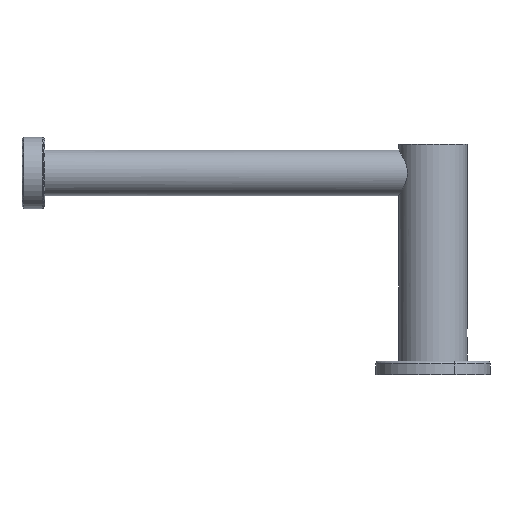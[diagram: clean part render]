
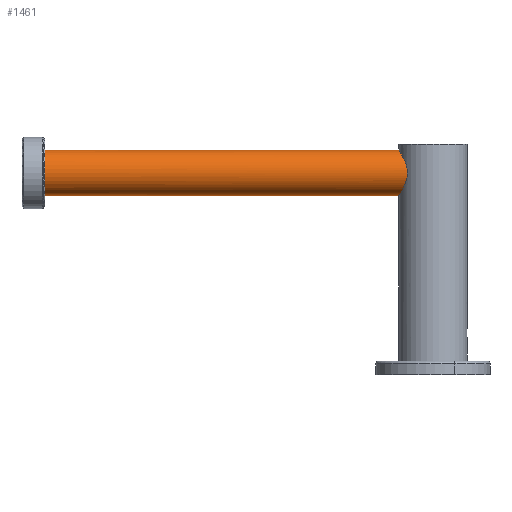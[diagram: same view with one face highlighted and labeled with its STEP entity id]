
A CAD part, left-side view. The second image highlights one B-rep face of the part: STEP entity #1461.
In plain terms, the highlighted cylindrical face has radius 8 mm (diameter 16 mm), a partial arc.
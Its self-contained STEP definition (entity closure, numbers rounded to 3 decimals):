
#44 = CARTESIAN_POINT ( 'NONE',  ( -7.566, 9.318, 68.649 ) ) ;
#50 = CARTESIAN_POINT ( 'NONE',  ( -3.374, 11.519, 58.742 ) ) ;
#55 = FACE_OUTER_BOUND ( 'NONE', #1221, .T. ) ;
#61 = CARTESIAN_POINT ( 'NONE',  ( -5.852, 10.479, 60.539 ) ) ;
#71 = CARTESIAN_POINT ( 'NONE',  ( -6.78, 9.903, 61.746 ) ) ;
#84 = VERTEX_POINT ( 'NONE', #734 ) ;
#149 = CARTESIAN_POINT ( 'NONE',  ( 0., 12., 74. ) ) ;
#162 = CARTESIAN_POINT ( 'NONE',  ( -4.069, 11.299, 72.907 ) ) ;
#172 = ORIENTED_EDGE ( 'NONE', *, *, #230, .F. ) ;
#177 = CARTESIAN_POINT ( 'NONE',  ( -3.613, 11.446, 58.857 ) ) ;
#184 = CARTESIAN_POINT ( 'NONE',  ( -1.083, 11.963, 73.944 ) ) ;
#194 = CARTESIAN_POINT ( 'NONE',  ( 0., 12., 58. ) ) ;
#201 = CARTESIAN_POINT ( 'NONE',  ( 0., 12., 58. ) ) ;
#220 = EDGE_CURVE ( 'NONE', #84, #1450, #616, .T. ) ;
#230 = EDGE_CURVE ( 'NONE', #1319, #686, #410, .T. ) ;
#290 = DIRECTION ( 'NONE',  ( 0., 0., -1. ) ) ;
#295 = CARTESIAN_POINT ( 'NONE',  ( -0.539, 11.991, 58.014 ) ) ;
#304 = CARTESIAN_POINT ( 'NONE',  ( -8., 8.944, 66.278 ) ) ;
#312 = CARTESIAN_POINT ( 'NONE',  ( -6.912, 9.811, 61.964 ) ) ;
#317 = VECTOR ( 'NONE', #983, 1000. ) ;
#327 = CARTESIAN_POINT ( 'NONE',  ( -1.348, 11.927, 58.11 ) ) ;
#339 = LINE ( 'NONE', #1356, #317 ) ;
#357 = ORIENTED_EDGE ( 'NONE', *, *, #398, .T. ) ;
#359 = AXIS2_PLACEMENT_3D ( 'NONE', #1445, #455, #570 ) ;
#366 = EDGE_CURVE ( 'NONE', #84, #1319, #339, .T. ) ;
#398 = EDGE_CURVE ( 'NONE', #1450, #686, #481, .T. ) ;
#410 = B_SPLINE_CURVE_WITH_KNOTS ( 'NONE', 3,
 ( #1452, #926, #184, #440, #1177, #556, #162, #951, #1436, #1074, #679, #673, #1294, #44, #1051, #811, #1574, #918, #304, #790, #449, #425, #1185, #798, #1581, #936, #1202, #312, #71, #1316, #1301, #805, #61, #1559, #1308, #945, #666, #177, #50, #564, #1067, #327, #1169, #295, #1552, #194 ),
 .UNSPECIFIED., .F., .F.,
 ( 4, 2, 2, 2, 2, 2, 2, 2, 2, 2, 2, 2, 2, 2, 2, 2, 2, 2, 2, 2, 2, 2, 4 ),
 ( 0., 0.002, 0.003, 0.005, 0.006, 0.008, 0.01, 0.011, 0.012, 0.013, 0.015, 0.015, 0.016, 0.017, 0.018, 0.019, 0.019, 0.021, 0.022, 0.023, 0.024, 0.025, 0.026 ),
 .UNSPECIFIED. ) ;
#425 = CARTESIAN_POINT ( 'NONE',  ( -7.785, 9.132, 64.138 ) ) ;
#440 = CARTESIAN_POINT ( 'NONE',  ( -2.131, 11.821, 73.73 ) ) ;
#449 = CARTESIAN_POINT ( 'NONE',  ( -7.946, 8.993, 64.929 ) ) ;
#455 = DIRECTION ( 'NONE',  ( 0., -1., 0. ) ) ;
#470 = CARTESIAN_POINT ( 'NONE',  ( 0., 136., 58. ) ) ;
#481 = LINE ( 'NONE', #470, #1390 ) ;
#556 = CARTESIAN_POINT ( 'NONE',  ( -3.613, 11.454, 73.157 ) ) ;
#564 = CARTESIAN_POINT ( 'NONE',  ( -2.647, 11.715, 58.432 ) ) ;
#570 = DIRECTION ( 'NONE',  ( 0., 0., -1. ) ) ;
#616 = CIRCLE ( 'NONE', #359, 8. ) ;
#666 = CARTESIAN_POINT ( 'NONE',  ( -4.07, 11.291, 59.108 ) ) ;
#673 = CARTESIAN_POINT ( 'NONE',  ( -6.92, 9.81, 70.047 ) ) ;
#677 = ORIENTED_EDGE ( 'NONE', *, *, #220, .T. ) ;
#679 = CARTESIAN_POINT ( 'NONE',  ( -6.354, 10.185, 70.887 ) ) ;
#686 = VERTEX_POINT ( 'NONE', #201 ) ;
#734 = CARTESIAN_POINT ( 'NONE',  ( 0., 136., 74. ) ) ;
#790 = CARTESIAN_POINT ( 'NONE',  ( -8., 8.944, 65.464 ) ) ;
#798 = CARTESIAN_POINT ( 'NONE',  ( -7.562, 9.318, 63.376 ) ) ;
#805 = CARTESIAN_POINT ( 'NONE',  ( -6.023, 10.381, 60.729 ) ) ;
#811 = CARTESIAN_POINT ( 'NONE',  ( -7.889, 9.043, 67.356 ) ) ;
#891 = CARTESIAN_POINT ( 'NONE',  ( 0., 136., 66. ) ) ;
#900 = CYLINDRICAL_SURFACE ( 'NONE', #1130, 8. ) ;
#908 = DIRECTION ( 'NONE',  ( 0., -1., 0. ) ) ;
#918 = CARTESIAN_POINT ( 'NONE',  ( -7.985, 8.957, 66.553 ) ) ;
#926 = CARTESIAN_POINT ( 'NONE',  ( -0.547, 12., 74. ) ) ;
#936 = CARTESIAN_POINT ( 'NONE',  ( -7.27, 9.548, 62.651 ) ) ;
#945 = CARTESIAN_POINT ( 'NONE',  ( -4.29, 11.209, 59.242 ) ) ;
#951 = CARTESIAN_POINT ( 'NONE',  ( -4.925, 10.953, 72.326 ) ) ;
#983 = DIRECTION ( 'NONE',  ( 0., -1., 0. ) ) ;
#1051 = CARTESIAN_POINT ( 'NONE',  ( -7.727, 9.182, 68.139 ) ) ;
#1067 = CARTESIAN_POINT ( 'NONE',  ( -2.141, 11.819, 58.273 ) ) ;
#1074 = CARTESIAN_POINT ( 'NONE',  ( -6.028, 10.384, 71.283 ) ) ;
#1130 = AXIS2_PLACEMENT_3D ( 'NONE', #891, #908, #290 ) ;
#1169 = CARTESIAN_POINT ( 'NONE',  ( -1.077, 11.955, 58.068 ) ) ;
#1177 = CARTESIAN_POINT ( 'NONE',  ( -2.648, 11.715, 73.567 ) ) ;
#1185 = CARTESIAN_POINT ( 'NONE',  ( -7.718, 9.189, 63.879 ) ) ;
#1202 = CARTESIAN_POINT ( 'NONE',  ( -7.157, 9.633, 62.416 ) ) ;
#1221 = EDGE_LOOP ( 'NONE', ( #1284, #677, #357, #172 ) ) ;
#1284 = ORIENTED_EDGE ( 'NONE', *, *, #366, .F. ) ;
#1288 = CARTESIAN_POINT ( 'NONE',  ( 0., 136., 58. ) ) ;
#1294 = CARTESIAN_POINT ( 'NONE',  ( -7.162, 9.632, 69.601 ) ) ;
#1301 = CARTESIAN_POINT ( 'NONE',  ( -6.345, 10.187, 61.121 ) ) ;
#1308 = CARTESIAN_POINT ( 'NONE',  ( -4.924, 10.953, 59.674 ) ) ;
#1316 = CARTESIAN_POINT ( 'NONE',  ( -6.496, 10.091, 61.324 ) ) ;
#1319 = VERTEX_POINT ( 'NONE', #149 ) ;
#1350 = DIRECTION ( 'NONE',  ( 0., -1., 0. ) ) ;
#1356 = CARTESIAN_POINT ( 'NONE',  ( 0., 136., 74. ) ) ;
#1390 = VECTOR ( 'NONE', #1350, 1000. ) ;
#1436 = CARTESIAN_POINT ( 'NONE',  ( -5.315, 10.766, 72.001 ) ) ;
#1445 = CARTESIAN_POINT ( 'NONE',  ( 0., 136., 66. ) ) ;
#1450 = VERTEX_POINT ( 'NONE', #1288 ) ;
#1452 = CARTESIAN_POINT ( 'NONE',  ( 0., 12., 74. ) ) ;
#1461 = ADVANCED_FACE ( 'NONE', ( #55 ), #900, .T. ) ;
#1552 = CARTESIAN_POINT ( 'NONE',  ( -0.27, 12., 58. ) ) ;
#1559 = CARTESIAN_POINT ( 'NONE',  ( -5.313, 10.767, 59.998 ) ) ;
#1574 = CARTESIAN_POINT ( 'NONE',  ( -7.93, 9.007, 67.092 ) ) ;
#1581 = CARTESIAN_POINT ( 'NONE',  ( -7.472, 9.391, 63.13 ) ) ;
